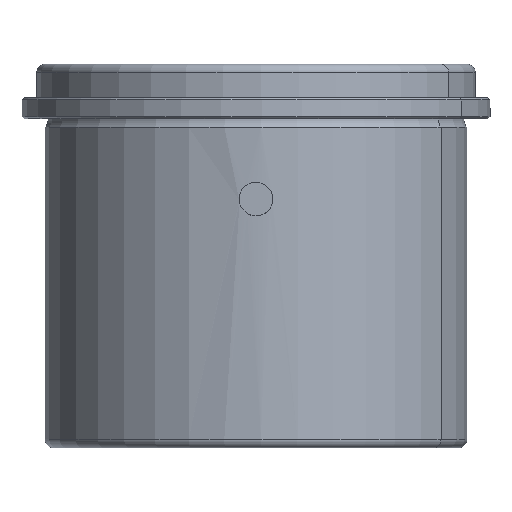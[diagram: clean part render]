
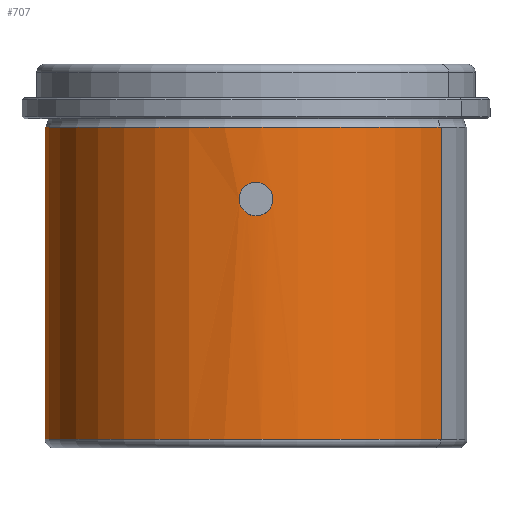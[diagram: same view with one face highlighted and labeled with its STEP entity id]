
A CAD part, front view. The second image highlights one B-rep face of the part: STEP entity #707.
In plain terms, the highlighted cylindrical face has radius 50 mm (diameter 100 mm), a partial arc.
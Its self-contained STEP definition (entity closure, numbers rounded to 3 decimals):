
#113=CARTESIAN_POINT('Vertex',(-3.51,-49.877,-17.082)) ;
#117=CARTESIAN_POINT('Control Point',(3.51,-49.877,-20.918)) ;
#118=CARTESIAN_POINT('Control Point',(3.321,-49.89,-21.264)) ;
#119=CARTESIAN_POINT('Control Point',(3.09,-49.905,-21.586)) ;
#120=CARTESIAN_POINT('Control Point',(2.82,-49.922,-21.878)) ;
#121=CARTESIAN_POINT('Control Point',(1.909,-49.97,-22.646)) ;
#122=CARTESIAN_POINT('Control Point',(0.76,-50.004,-23.049)) ;
#123=CARTESIAN_POINT('Control Point',(-0.06,-50.01,-23.119)) ;
#124=CARTESIAN_POINT('Control Point',(-1.663,-49.986,-22.851)) ;
#125=CARTESIAN_POINT('Control Point',(-2.956,-49.918,-21.869)) ;
#126=CARTESIAN_POINT('Control Point',(-3.467,-49.881,-21.225)) ;
#127=CARTESIAN_POINT('Control Point',(-4.025,-49.838,-19.973)) ;
#128=CARTESIAN_POINT('Control Point',(-4.038,-49.837,-18.622)) ;
#129=CARTESIAN_POINT('Control Point',(-3.949,-49.844,-18.077)) ;
#130=CARTESIAN_POINT('Control Point',(-3.77,-49.858,-17.558)) ;
#131=CARTESIAN_POINT('Control Point',(-3.51,-49.877,-17.082)) ;
#132=CARTESIAN_POINT('Vertex',(3.51,-49.877,-20.918)) ;
#262=CARTESIAN_POINT('Vertex',(43.879,-23.971,-76.)) ;
#265=CARTESIAN_POINT('Axis2P3D Location',(0.,0.,-76.)) ;
#269=CARTESIAN_POINT('Vertex',(-43.879,23.971,-76.)) ;
#301=CARTESIAN_POINT('Axis2P3D Location',(0.,0.,-32.5)) ;
#306=CARTESIAN_POINT('Line Origine',(-43.879,23.971,-40.)) ;
#310=CARTESIAN_POINT('Vertex',(-43.879,23.971,-2.)) ;
#317=CARTESIAN_POINT('Vertex',(43.879,-23.971,-2.)) ;
#320=CARTESIAN_POINT('Line Origine',(43.879,-23.971,-40.)) ;
#654=CARTESIAN_POINT('Axis2P3D Location',(0.,0.,-2.)) ;
#687=CARTESIAN_POINT('Control Point',(-3.51,-49.877,-17.082)) ;
#688=CARTESIAN_POINT('Control Point',(-3.321,-49.89,-16.736)) ;
#689=CARTESIAN_POINT('Control Point',(-3.09,-49.905,-16.414)) ;
#690=CARTESIAN_POINT('Control Point',(-2.82,-49.922,-16.122)) ;
#691=CARTESIAN_POINT('Control Point',(-1.909,-49.97,-15.354)) ;
#692=CARTESIAN_POINT('Control Point',(-0.76,-50.004,-14.951)) ;
#693=CARTESIAN_POINT('Control Point',(0.06,-50.01,-14.881)) ;
#694=CARTESIAN_POINT('Control Point',(1.663,-49.986,-15.149)) ;
#695=CARTESIAN_POINT('Control Point',(2.956,-49.918,-16.131)) ;
#696=CARTESIAN_POINT('Control Point',(3.467,-49.881,-16.775)) ;
#697=CARTESIAN_POINT('Control Point',(4.025,-49.838,-18.027)) ;
#698=CARTESIAN_POINT('Control Point',(4.038,-49.837,-19.378)) ;
#699=CARTESIAN_POINT('Control Point',(3.949,-49.844,-19.923)) ;
#700=CARTESIAN_POINT('Control Point',(3.77,-49.858,-20.442)) ;
#701=CARTESIAN_POINT('Control Point',(3.51,-49.877,-20.918)) ;
#266=DIRECTION('Axis2P3D Direction',(0.,0.,-1.)) ;
#302=DIRECTION('Axis2P3D Direction',(0.,0.,-1.)) ;
#303=DIRECTION('Axis2P3D XDirection',(-0.878,0.479,-0.)) ;
#307=DIRECTION('Vector Direction',(0.,0.,-1.)) ;
#321=DIRECTION('Vector Direction',(0.,0.,-1.)) ;
#655=DIRECTION('Axis2P3D Direction',(0.,0.,-1.)) ;
#267=AXIS2_PLACEMENT_3D('Circle Axis2P3D',#265,#266,$) ;
#304=AXIS2_PLACEMENT_3D('Cylinder Axis2P3D',#301,#302,#303) ;
#656=AXIS2_PLACEMENT_3D('Circle Axis2P3D',#654,#655,$) ;
#681=ORIENTED_EDGE('',*,*,#324,.T.) ;
#682=ORIENTED_EDGE('',*,*,#658,.T.) ;
#683=ORIENTED_EDGE('',*,*,#312,.F.) ;
#684=ORIENTED_EDGE('',*,*,#271,.F.) ;
#704=ORIENTED_EDGE('',*,*,#134,.T.) ;
#705=ORIENTED_EDGE('',*,*,#702,.T.) ;
#706=FACE_BOUND('',#703,.T.) ;
#308=VECTOR('Line Direction',#307,1.) ;
#322=VECTOR('Line Direction',#321,1.) ;
#707=ADVANCED_FACE('PartBody',(#685,#706),#305,.T.) ;
#116=B_SPLINE_CURVE_WITH_KNOTS('',5,(#117,#118,#119,#120,#121,#122,#123,#124,#125,#126,#127,#128,#129,#130,#131),.UNSPECIFIED.,.F.,.U.,(6,3,3,3,6),(0.,2.788,8.365,13.947,17.778),.UNSPECIFIED.) ;
#686=B_SPLINE_CURVE_WITH_KNOTS('',5,(#687,#688,#689,#690,#691,#692,#693,#694,#695,#696,#697,#698,#699,#700,#701),.UNSPECIFIED.,.F.,.U.,(6,3,3,3,6),(0.,2.788,8.365,13.947,17.778),.UNSPECIFIED.) ;
#268=CIRCLE('generated circle',#267,50.) ;
#657=CIRCLE('generated circle',#656,50.) ;
#305=CYLINDRICAL_SURFACE('generated cylinder',#304,50.) ;
#134=EDGE_CURVE('',#133,#114,#116,.T.) ;
#271=EDGE_CURVE('',#263,#270,#268,.T.) ;
#312=EDGE_CURVE('',#270,#311,#309,.F.) ;
#324=EDGE_CURVE('',#263,#318,#323,.F.) ;
#658=EDGE_CURVE('',#318,#311,#657,.T.) ;
#702=EDGE_CURVE('',#114,#133,#686,.T.) ;
#680=EDGE_LOOP('',(#681,#682,#683,#684)) ;
#703=EDGE_LOOP('',(#704,#705)) ;
#685=FACE_OUTER_BOUND('',#680,.T.) ;
#309=LINE('Line',#306,#308) ;
#323=LINE('Line',#320,#322) ;
#114=VERTEX_POINT('',#113) ;
#133=VERTEX_POINT('',#132) ;
#263=VERTEX_POINT('',#262) ;
#270=VERTEX_POINT('',#269) ;
#311=VERTEX_POINT('',#310) ;
#318=VERTEX_POINT('',#317) ;
